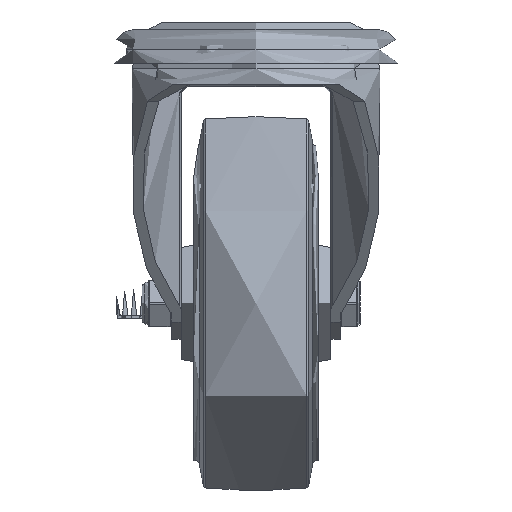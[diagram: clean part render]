
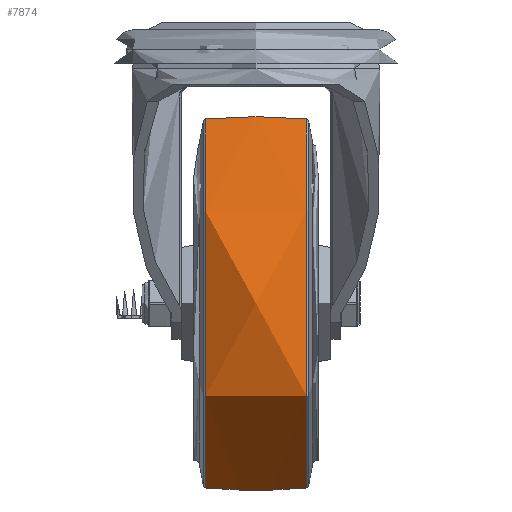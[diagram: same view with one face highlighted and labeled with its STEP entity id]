
A CAD part, left-side view. The second image highlights one B-rep face of the part: STEP entity #7874.
In plain terms, the highlighted free-form (B-spline) face has degree [2, 2] with [3, 9] control points.
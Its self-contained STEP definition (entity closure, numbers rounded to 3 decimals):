
#37=(
BOUNDED_SURFACE()
B_SPLINE_SURFACE(2,2,((#13727,#13728,#13729,#13730,#13731,#13732,#13733,
#13734,#13735),(#13736,#13737,#13738,#13739,#13740,#13741,#13742,#13743,
#13744),(#13745,#13746,#13747,#13748,#13749,#13750,#13751,#13752,#13753)),
 .UNSPECIFIED.,.F.,.T.,.F.)
B_SPLINE_SURFACE_WITH_KNOTS((3,3),(3,2,2,2,3),(-0.092,0.092),
(-3.142,-1.571,0.,1.571,3.142),
 .UNSPECIFIED.)
GEOMETRIC_REPRESENTATION_ITEM()
RATIONAL_B_SPLINE_SURFACE(((1.,0.707,1.,0.707,1.,
0.707,1.,0.707,1.),(0.996,0.704,
0.996,0.704,0.996,0.704,
0.996,0.704,0.996),(1.,0.707,
1.,0.707,1.,0.707,1.,0.707,1.)))
REPRESENTATION_ITEM('')
SURFACE()
);
#2221=FACE_OUTER_BOUND('',#2706,.T.);
#2706=EDGE_LOOP('',(#6123,#6124,#6125,#6126));
#3147=CIRCLE('',#8566,74.071);
#3148=CIRCLE('',#8567,221.);
#3149=CIRCLE('',#8568,74.071);
#3656=VERTEX_POINT('',#13724);
#3657=VERTEX_POINT('',#13754);
#4548=EDGE_CURVE('',#3656,#3656,#3147,.T.);
#4549=EDGE_CURVE('',#3656,#3657,#3148,.T.);
#4550=EDGE_CURVE('',#3657,#3657,#3149,.T.);
#6123=ORIENTED_EDGE('',*,*,#4548,.F.);
#6124=ORIENTED_EDGE('',*,*,#4549,.T.);
#6125=ORIENTED_EDGE('',*,*,#4550,.T.);
#6126=ORIENTED_EDGE('',*,*,#4549,.F.);
#7874=ADVANCED_FACE('',(#2221),#37,.F.);
#8566=AXIS2_PLACEMENT_3D('',#13726,#9851,#9852);
#8567=AXIS2_PLACEMENT_3D('',#13755,#9853,#9854);
#8568=AXIS2_PLACEMENT_3D('',#13756,#9855,#9856);
#9851=DIRECTION('center_axis',(0.,1.,0.));
#9852=DIRECTION('ref_axis',(0.,0.,1.));
#9853=DIRECTION('center_axis',(-1.,0.,0.));
#9854=DIRECTION('ref_axis',(0.,0.,-1.));
#9855=DIRECTION('center_axis',(0.,1.,0.));
#9856=DIRECTION('ref_axis',(0.,0.,1.));
#13724=CARTESIAN_POINT('',(0.,20.243,-74.071));
#13726=CARTESIAN_POINT('Origin',(0.,20.243,0.));
#13727=CARTESIAN_POINT('Ctrl Pts',(0.,-20.243,-74.071));
#13728=CARTESIAN_POINT('Ctrl Pts',(-74.071,-20.243,
-74.071));
#13729=CARTESIAN_POINT('Ctrl Pts',(-74.071,-20.243,
0.));
#13730=CARTESIAN_POINT('Ctrl Pts',(-74.071,-20.243,
74.071));
#13731=CARTESIAN_POINT('Ctrl Pts',(0.,-20.243,74.071));
#13732=CARTESIAN_POINT('Ctrl Pts',(74.071,-20.243,74.071));
#13733=CARTESIAN_POINT('Ctrl Pts',(74.071,-20.243,0.));
#13734=CARTESIAN_POINT('Ctrl Pts',(74.071,-20.243,-74.071));
#13735=CARTESIAN_POINT('Ctrl Pts',(0.,-20.243,-74.071));
#13736=CARTESIAN_POINT('Ctrl Pts',(0.,0.,-75.933));
#13737=CARTESIAN_POINT('Ctrl Pts',(-75.933,0.,
-75.933));
#13738=CARTESIAN_POINT('Ctrl Pts',(-75.933,0.,
0.));
#13739=CARTESIAN_POINT('Ctrl Pts',(-75.933,0.,
75.933));
#13740=CARTESIAN_POINT('Ctrl Pts',(0.,0.,75.933));
#13741=CARTESIAN_POINT('Ctrl Pts',(75.933,0.,
75.933));
#13742=CARTESIAN_POINT('Ctrl Pts',(75.933,0.,
0.));
#13743=CARTESIAN_POINT('Ctrl Pts',(75.933,0.,
-75.933));
#13744=CARTESIAN_POINT('Ctrl Pts',(0.,0.,-75.933));
#13745=CARTESIAN_POINT('Ctrl Pts',(0.,20.243,-74.071));
#13746=CARTESIAN_POINT('Ctrl Pts',(-74.071,20.243,-74.071));
#13747=CARTESIAN_POINT('Ctrl Pts',(-74.071,20.243,0.));
#13748=CARTESIAN_POINT('Ctrl Pts',(-74.071,20.243,74.071));
#13749=CARTESIAN_POINT('Ctrl Pts',(0.,20.243,74.071));
#13750=CARTESIAN_POINT('Ctrl Pts',(74.071,20.243,74.071));
#13751=CARTESIAN_POINT('Ctrl Pts',(74.071,20.243,0.));
#13752=CARTESIAN_POINT('Ctrl Pts',(74.071,20.243,-74.071));
#13753=CARTESIAN_POINT('Ctrl Pts',(0.,20.243,-74.071));
#13754=CARTESIAN_POINT('',(0.,-20.243,-74.071));
#13755=CARTESIAN_POINT('Origin',(0.,0.,
146.));
#13756=CARTESIAN_POINT('Origin',(0.,-20.243,0.));
